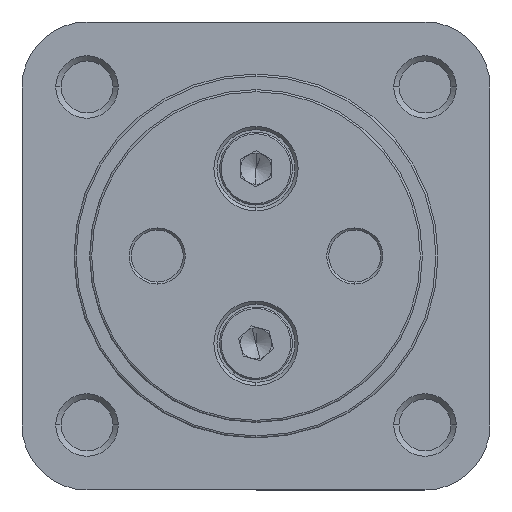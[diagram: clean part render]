
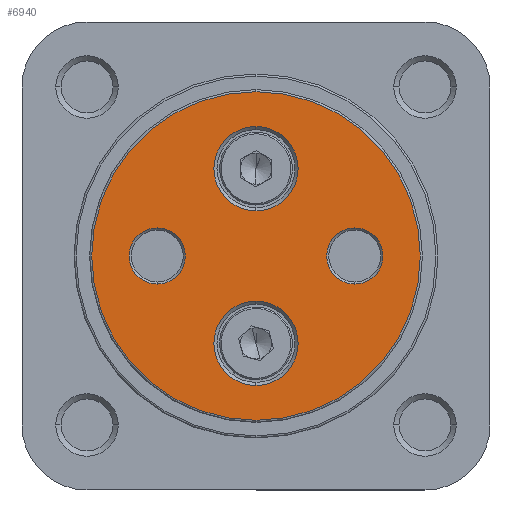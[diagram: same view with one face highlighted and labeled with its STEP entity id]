
A CAD part, left-side view. The second image highlights one B-rep face of the part: STEP entity #6940.
In plain terms, the highlighted planar face has unit normal (-1, 0, 0).
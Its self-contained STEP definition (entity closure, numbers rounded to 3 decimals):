
#832 = EDGE_LOOP ( 'NONE', ( #1227, #1228 ) ) ;
#860 = EDGE_LOOP ( 'NONE', ( #1223, #1224 ) ) ;
#983 = EDGE_LOOP ( 'NONE', ( #1219, #1220 ) ) ;
#984 = EDGE_LOOP ( 'NONE', ( #1221, #1222 ) ) ;
#995 = EDGE_LOOP ( 'NONE', ( #1225, #1226 ) ) ;
#1219 = ORIENTED_EDGE ( 'NONE', *, *, #7665, .T. ) ;
#1220 = ORIENTED_EDGE ( 'NONE', *, *, #7557, .T. ) ;
#1221 = ORIENTED_EDGE ( 'NONE', *, *, #7580, .T. ) ;
#1222 = ORIENTED_EDGE ( 'NONE', *, *, #7666, .T. ) ;
#1223 = ORIENTED_EDGE ( 'NONE', *, *, #7576, .T. ) ;
#1224 = ORIENTED_EDGE ( 'NONE', *, *, #7661, .T. ) ;
#1225 = ORIENTED_EDGE ( 'NONE', *, *, #7612, .T. ) ;
#1226 = ORIENTED_EDGE ( 'NONE', *, *, #7654, .T. ) ;
#1227 = ORIENTED_EDGE ( 'NONE', *, *, #7608, .T. ) ;
#1228 = ORIENTED_EDGE ( 'NONE', *, *, #7660, .T. ) ;
#1547 = FACE_OUTER_BOUND ( 'NONE', #983, .T. ) ;
#1554 = FACE_BOUND ( 'NONE', #832, .T. ) ;
#1561 = FACE_BOUND ( 'NONE', #984, .T. ) ;
#1563 = FACE_BOUND ( 'NONE', #860, .T. ) ;
#1565 = FACE_BOUND ( 'NONE', #995, .T. ) ;
#3988 = CARTESIAN_POINT ( 'NONE',  ( 0., 0., 0. ) ) ;
#3994 = DIRECTION ( 'NONE',  ( -1., 0., 0. ) ) ;
#3995 = DIRECTION ( 'NONE',  ( 0., 0., -1. ) ) ;
#4050 = CARTESIAN_POINT ( 'NONE',  ( 0., 0., 8.4 ) ) ;
#4051 = DIRECTION ( 'NONE',  ( 1., 0., 0. ) ) ;
#4052 = DIRECTION ( 'NONE',  ( 0., 0., -1. ) ) ;
#4060 = CARTESIAN_POINT ( 'NONE',  ( 0., 0., -8.4 ) ) ;
#4061 = DIRECTION ( 'NONE',  ( 1., 0., 0. ) ) ;
#4062 = DIRECTION ( 'NONE',  ( 0., 0., -1. ) ) ;
#4130 = CARTESIAN_POINT ( 'NONE',  ( 0., 9.5, 0. ) ) ;
#4131 = DIRECTION ( 'NONE',  ( 1., 0., 0. ) ) ;
#4132 = DIRECTION ( 'NONE',  ( 0., 0., -1. ) ) ;
#4140 = CARTESIAN_POINT ( 'NONE',  ( 0., -9.5, 0. ) ) ;
#4141 = DIRECTION ( 'NONE',  ( 1., 0., 0. ) ) ;
#4142 = DIRECTION ( 'NONE',  ( 0., 0., -1. ) ) ;
#4235 = CARTESIAN_POINT ( 'NONE',  ( 0., -9.5, 0. ) ) ;
#4242 = DIRECTION ( 'NONE',  ( 1., 0., 0. ) ) ;
#4243 = DIRECTION ( 'NONE',  ( 0., 0., -1. ) ) ;
#4253 = CARTESIAN_POINT ( 'NONE',  ( 0., 9.5, 0. ) ) ;
#4256 = CARTESIAN_POINT ( 'NONE',  ( 0., 0., 8.4 ) ) ;
#4260 = DIRECTION ( 'NONE',  ( 1., 0., 0. ) ) ;
#4261 = DIRECTION ( 'NONE',  ( 0., 0., -1. ) ) ;
#4263 = DIRECTION ( 'NONE',  ( 1., 0., 0. ) ) ;
#4264 = DIRECTION ( 'NONE',  ( 0., 0., -1. ) ) ;
#4268 = CARTESIAN_POINT ( 'NONE',  ( 0., 0., 0. ) ) ;
#4271 = CARTESIAN_POINT ( 'NONE',  ( 0., 0., -8.4 ) ) ;
#4275 = DIRECTION ( 'NONE',  ( -1., 0., 0. ) ) ;
#4276 = DIRECTION ( 'NONE',  ( 0., 0., -1. ) ) ;
#4278 = DIRECTION ( 'NONE',  ( 1., 0., 0. ) ) ;
#4279 = DIRECTION ( 'NONE',  ( 0., 0., -1. ) ) ;
#4777 = CIRCLE ( 'NONE', #8227, 15.8 ) ;
#4800 = CIRCLE ( 'NONE', #8245, 4.05 ) ;
#4806 = CIRCLE ( 'NONE', #8246, 4.05 ) ;
#4848 = CIRCLE ( 'NONE', #8262, 2.7 ) ;
#4854 = CIRCLE ( 'NONE', #8263, 2.7 ) ;
#4918 = CIRCLE ( 'NONE', #8279, 2.7 ) ;
#4924 = CIRCLE ( 'NONE', #8285, 2.7 ) ;
#4925 = CIRCLE ( 'NONE', #8286, 4.05 ) ;
#4929 = CIRCLE ( 'NONE', #8290, 15.8 ) ;
#4930 = CIRCLE ( 'NONE', #8291, 4.05 ) ;
#5618 = VERTEX_POINT ( 'NONE', #6006 ) ;
#5619 = VERTEX_POINT ( 'NONE', #6007 ) ;
#5640 = VERTEX_POINT ( 'NONE', #6028 ) ;
#5641 = VERTEX_POINT ( 'NONE', #6029 ) ;
#5644 = VERTEX_POINT ( 'NONE', #6032 ) ;
#5645 = VERTEX_POINT ( 'NONE', #6033 ) ;
#5672 = VERTEX_POINT ( 'NONE', #6060 ) ;
#5673 = VERTEX_POINT ( 'NONE', #6061 ) ;
#5676 = VERTEX_POINT ( 'NONE', #6064 ) ;
#5677 = VERTEX_POINT ( 'NONE', #6065 ) ;
#6006 = CARTESIAN_POINT ( 'NONE',  ( 0., 0., 15.8 ) ) ;
#6007 = CARTESIAN_POINT ( 'NONE',  ( 0., 0., -15.8 ) ) ;
#6028 = CARTESIAN_POINT ( 'NONE',  ( 0., 0., 4.35 ) ) ;
#6029 = CARTESIAN_POINT ( 'NONE',  ( 0., 0., 12.45 ) ) ;
#6032 = CARTESIAN_POINT ( 'NONE',  ( 0., 0., -12.45 ) ) ;
#6033 = CARTESIAN_POINT ( 'NONE',  ( 0., 0., -4.35 ) ) ;
#6060 = CARTESIAN_POINT ( 'NONE',  ( 0., 9.5, -2.7 ) ) ;
#6061 = CARTESIAN_POINT ( 'NONE',  ( 0., 9.5, 2.7 ) ) ;
#6064 = CARTESIAN_POINT ( 'NONE',  ( 0., -9.5, -2.7 ) ) ;
#6065 = CARTESIAN_POINT ( 'NONE',  ( 0., -9.5, 2.7 ) ) ;
#6417 = CARTESIAN_POINT ( 'NONE',  ( 0., 0., 0. ) ) ;
#6425 = PLANE ( 'NONE',  #7853 ) ;
#6428 = DIRECTION ( 'NONE',  ( 1., 0., 0. ) ) ;
#6429 = DIRECTION ( 'NONE',  ( 0., 0., -1. ) ) ;
#6940 = ADVANCED_FACE ( 'NONE', ( #1547, #1561, #1563, #1565, #1554 ), #6425, .F. ) ;
#7557 = EDGE_CURVE ( 'NONE', #5618, #5619, #4777, .T. ) ;
#7576 = EDGE_CURVE ( 'NONE', #5641, #5640, #4800, .T. ) ;
#7580 = EDGE_CURVE ( 'NONE', #5645, #5644, #4806, .T. ) ;
#7608 = EDGE_CURVE ( 'NONE', #5673, #5672, #4848, .T. ) ;
#7612 = EDGE_CURVE ( 'NONE', #5677, #5676, #4854, .T. ) ;
#7654 = EDGE_CURVE ( 'NONE', #5676, #5677, #4918, .T. ) ;
#7660 = EDGE_CURVE ( 'NONE', #5672, #5673, #4924, .T. ) ;
#7661 = EDGE_CURVE ( 'NONE', #5640, #5641, #4925, .T. ) ;
#7665 = EDGE_CURVE ( 'NONE', #5619, #5618, #4929, .T. ) ;
#7666 = EDGE_CURVE ( 'NONE', #5644, #5645, #4930, .T. ) ;
#7853 = AXIS2_PLACEMENT_3D ( 'NONE', #6417, #6428, #6429 ) ;
#8227 = AXIS2_PLACEMENT_3D ( 'NONE', #3988, #3994, #3995 ) ;
#8245 = AXIS2_PLACEMENT_3D ( 'NONE', #4050, #4051, #4052 ) ;
#8246 = AXIS2_PLACEMENT_3D ( 'NONE', #4060, #4061, #4062 ) ;
#8262 = AXIS2_PLACEMENT_3D ( 'NONE', #4130, #4131, #4132 ) ;
#8263 = AXIS2_PLACEMENT_3D ( 'NONE', #4140, #4141, #4142 ) ;
#8279 = AXIS2_PLACEMENT_3D ( 'NONE', #4235, #4242, #4243 ) ;
#8285 = AXIS2_PLACEMENT_3D ( 'NONE', #4253, #4260, #4261 ) ;
#8286 = AXIS2_PLACEMENT_3D ( 'NONE', #4256, #4263, #4264 ) ;
#8290 = AXIS2_PLACEMENT_3D ( 'NONE', #4268, #4275, #4276 ) ;
#8291 = AXIS2_PLACEMENT_3D ( 'NONE', #4271, #4278, #4279 ) ;
